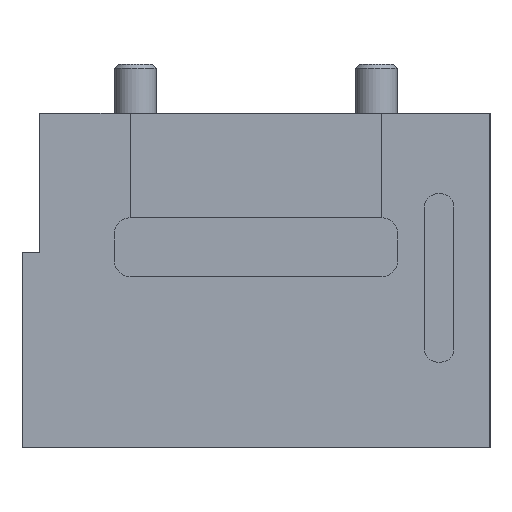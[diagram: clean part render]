
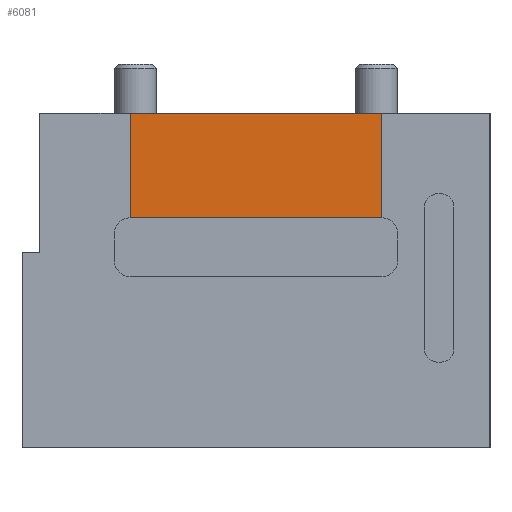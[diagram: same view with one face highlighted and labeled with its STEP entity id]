
A CAD part, left-side view. The second image highlights one B-rep face of the part: STEP entity #6081.
In plain terms, the highlighted planar face has unit normal (-1, 0, 0).
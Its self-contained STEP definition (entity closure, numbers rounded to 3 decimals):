
#532 = CARTESIAN_POINT ( 'NONE',  ( -231.089, -11.938, 5.969 ) ) ;
#670 = EDGE_CURVE ( 'NONE', #2816, #4953, #7104, .T. ) ;
#717 = FACE_OUTER_BOUND ( 'NONE', #5007, .T. ) ;
#1212 = DIRECTION ( 'NONE',  ( 0., 0., -1. ) ) ;
#1738 = EDGE_CURVE ( 'NONE', #2816, #6975, #2665, .T. ) ;
#2088 = CARTESIAN_POINT ( 'NONE',  ( -231.089, 22.225, 5.969 ) ) ;
#2297 = ORIENTED_EDGE ( 'NONE', *, *, #3040, .T. ) ;
#2353 = VECTOR ( 'NONE', #4340, 1000. ) ;
#2377 = DIRECTION ( 'NONE',  ( 1., 0., 0. ) ) ;
#2665 = LINE ( 'NONE', #3327, #6859 ) ;
#2816 = VERTEX_POINT ( 'NONE', #3303 ) ;
#2976 = CARTESIAN_POINT ( 'NONE',  ( -231.089, 22.225, 15.875 ) ) ;
#3040 = EDGE_CURVE ( 'NONE', #4953, #6762, #3533, .T. ) ;
#3303 = CARTESIAN_POINT ( 'NONE',  ( -231.089, -11.938, 15.875 ) ) ;
#3327 = CARTESIAN_POINT ( 'NONE',  ( -231.089, -11.938, 15.875 ) ) ;
#3361 = VECTOR ( 'NONE', #7135, 1000. ) ;
#3447 = ORIENTED_EDGE ( 'NONE', *, *, #5393, .F. ) ;
#3533 = LINE ( 'NONE', #6319, #3547 ) ;
#3547 = VECTOR ( 'NONE', #6933, 1000. ) ;
#3930 = AXIS2_PLACEMENT_3D ( 'NONE', #2976, #2377, #1212 ) ;
#3964 = PLANE ( 'NONE',  #3930 ) ;
#4340 = DIRECTION ( 'NONE',  ( 0., 1., 0. ) ) ;
#4830 = ORIENTED_EDGE ( 'NONE', *, *, #670, .T. ) ;
#4891 = LINE ( 'NONE', #2088, #2353 ) ;
#4953 = VERTEX_POINT ( 'NONE', #6310 ) ;
#5007 = EDGE_LOOP ( 'NONE', ( #7166, #4830, #2297, #3447 ) ) ;
#5393 = EDGE_CURVE ( 'NONE', #6975, #6762, #4891, .T. ) ;
#5523 = CARTESIAN_POINT ( 'NONE',  ( -231.089, 11.938, 5.969 ) ) ;
#6081 = ADVANCED_FACE ( 'NONE', ( #717 ), #3964, .F. ) ;
#6310 = CARTESIAN_POINT ( 'NONE',  ( -231.089, 11.938, 15.875 ) ) ;
#6319 = CARTESIAN_POINT ( 'NONE',  ( -231.089, 11.938, 15.875 ) ) ;
#6564 = DIRECTION ( 'NONE',  ( 0., 0., -1. ) ) ;
#6625 = CARTESIAN_POINT ( 'NONE',  ( -231.089, 22.225, 15.875 ) ) ;
#6762 = VERTEX_POINT ( 'NONE', #5523 ) ;
#6859 = VECTOR ( 'NONE', #6564, 1000. ) ;
#6933 = DIRECTION ( 'NONE',  ( 0., 0., -1. ) ) ;
#6975 = VERTEX_POINT ( 'NONE', #532 ) ;
#7104 = LINE ( 'NONE', #6625, #3361 ) ;
#7135 = DIRECTION ( 'NONE',  ( 0., 1., 0. ) ) ;
#7166 = ORIENTED_EDGE ( 'NONE', *, *, #1738, .F. ) ;
